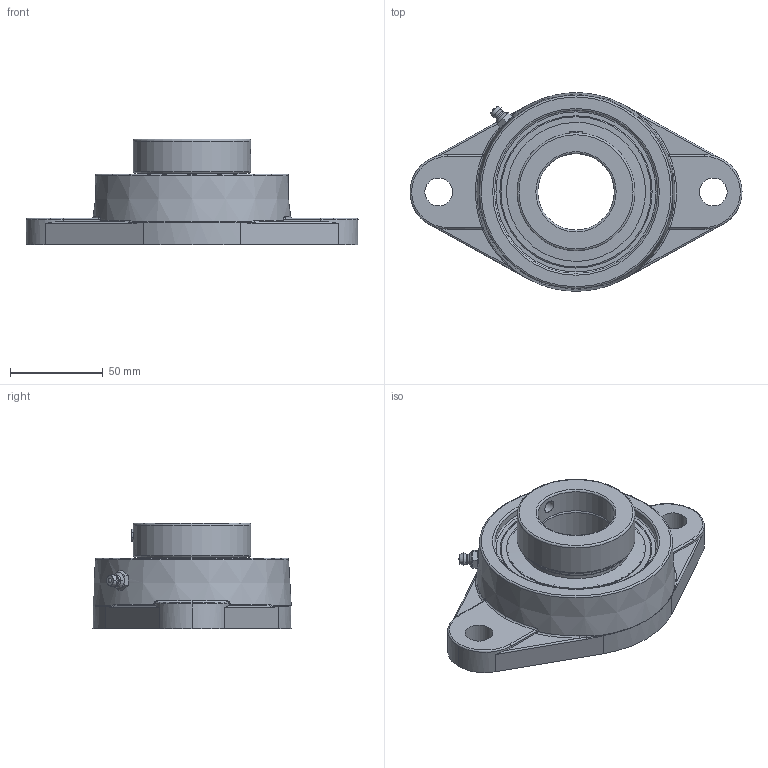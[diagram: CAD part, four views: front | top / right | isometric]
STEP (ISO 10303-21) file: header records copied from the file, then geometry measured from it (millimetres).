
FILE_DESCRIPTION(('HOOPS Exchange Step'),'2;1');
FILE_NAME('export-5764C83F-0FAF-4B50-94F2-120A09E22CC5.stp','2019-12-13T09:20:03-08:00',('ibuslach'),('Alibre'),'HOOPS Exchange 2019.2','Alibre','Unknown authorisation');
FILE_SCHEMA( ('AP242_MANAGED_MODEL_BASED_3D_ENGINEERING_MIM_LF {1 0 10303 442 1 1 4 }') );
Length unit declared in the file: centimetre
Products named in the file (8): MRN SFT 209; UCP ZERK 6mm; SNC 209-26 RACES; SNC 209 SHIELD; SNC 209-26 COLLAR; SNC 207 SS; MRN SNC 209-26; MRN SNCFT 209-26
Assembly tree (8 placements, depth 3):
  MRN SNCFT 209-26
    MRN SFT 209
    UCP ZERK 6mm
    MRN SNC 209-26
      SNC 209-26 RACES
      SNC 209 SHIELD  x2
      SNC 209-26 COLLAR
      SNC 207 SS
Bounding box: 179 x 107 x 56.89 mm (x, y, z)
Volume: 259926.8 mm3; surface area: 87602.6 mm2
Topology: 8 solids, 8 shells, 199 faces, 517 edges, 327 vertices
Faces by surface type: plane 55, cylinder 53, bspline 34, torus 29, cone 19, sphere 9
Full cylindrical faces by diameter (mm): 2.26 x2, 6 x2, 6.782 x3, 15 x2, 41.275 x2, 50.292 x2, 57.15 x4, 57.912 x2, 63.5 x1, 71.381 x2, 74.93 x2, 88.104 x1, 90.104 x1
Entity records: 12792 total; most frequent: CARTESIAN_POINT 7988, DIRECTION 975, ORIENTED_EDGE 972, EDGE_CURVE 486, AXIS2_PLACEMENT_3D 420, VERTEX_POINT 313, CIRCLE 238, EDGE_LOOP 219
